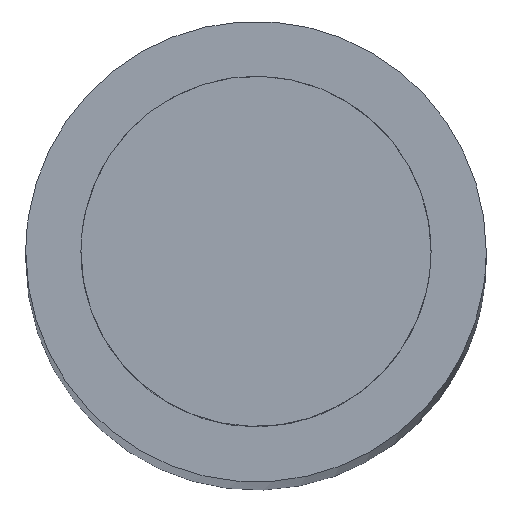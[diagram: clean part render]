
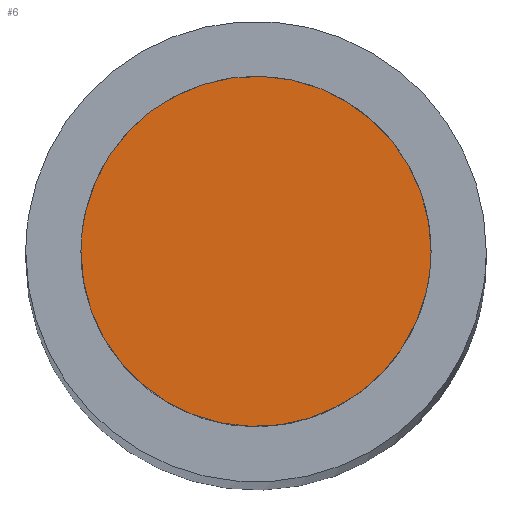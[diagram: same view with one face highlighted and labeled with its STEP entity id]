
A CAD part, top view. The second image highlights one B-rep face of the part: STEP entity #6.
In plain terms, the highlighted free-form (B-spline) face has degree [1, 1] with [2, 2] control points.
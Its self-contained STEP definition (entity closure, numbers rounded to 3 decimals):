
#3 = CARTESIAN_POINT ( 'NONE',  ( 37.671, -643.039, 1390.34 ) ) ;
#6 = ADVANCED_FACE ( 'NONE', ( #263 ), #153, .T. ) ;
#9 = CARTESIAN_POINT ( 'NONE',  ( -30.502, -649.754, 1390.34 ) ) ;
#12 = CARTESIAN_POINT ( 'NONE',  ( -49.678, -616.542, 1390.34 ) ) ;
#14 = CARTESIAN_POINT ( 'NONE',  ( 50., -610., 1390.34 ) ) ;
#19 = ORIENTED_EDGE ( 'NONE', *, *, #417, .T. ) ;
#21 = CARTESIAN_POINT ( 'NONE',  ( 22.16, -565.059, 1390.34 ) ) ;
#28 = CARTESIAN_POINT ( 'NONE',  ( -50., -606.725, 1390.34 ) ) ;
#32 = CARTESIAN_POINT ( 'NONE',  ( -49.678, -603.458, 1390.34 ) ) ;
#33 = CARTESIAN_POINT ( 'NONE',  ( 50., -613.275, 1390.34 ) ) ;
#34 = ORIENTED_EDGE ( 'NONE', *, *, #79, .T. ) ;
#53 = CARTESIAN_POINT ( 'NONE',  ( 16.108, -657.447, 1390.34 ) ) ;
#77 = CARTESIAN_POINT ( 'NONE',  ( -44.941, -587.84, 1390.34 ) ) ;
#79 = EDGE_CURVE ( 'NONE', #425, #269, #369, .T. ) ;
#82 = CARTESIAN_POINT ( 'NONE',  ( -37.671, -576.961, 1390.34 ) ) ;
#92 = CARTESIAN_POINT ( 'NONE',  ( -6.542, -560.322, 1390.34 ) ) ;
#95 = EDGE_LOOP ( 'NONE', ( #34, #19 ) ) ;
#122 = CARTESIAN_POINT ( 'NONE',  ( -44.941, -632.16, 1390.34 ) ) ;
#139 = CARTESIAN_POINT ( 'NONE',  ( 30.502, -570.246, 1390.34 ) ) ;
#147 = CARTESIAN_POINT ( 'NONE',  ( -22.16, -565.059, 1390.34 ) ) ;
#150 = CARTESIAN_POINT ( 'NONE',  ( -43.393, -584.945, 1390.34 ) ) ;
#153 = B_SPLINE_SURFACE_WITH_KNOTS ( 'NONE', 1, 1, ( 
 ( #540, #156 ),
 ( #377, #556 ) ),
 .UNSPECIFIED., .F., .F., .F.,
 ( 2, 2 ),
 ( 2, 2 ),
 ( 0., 1. ),
 ( 0., 1. ),
 .UNSPECIFIED. ) ;
#156 = CARTESIAN_POINT ( 'NONE',  ( -50.6, -559.4, 1390.34 ) ) ;
#168 = CARTESIAN_POINT ( 'NONE',  ( -6.542, -659.678, 1390.34 ) ) ;
#201 = CARTESIAN_POINT ( 'NONE',  ( -25.055, -566.607, 1390.34 ) ) ;
#226 = CARTESIAN_POINT ( 'NONE',  ( -37.671, -643.039, 1390.34 ) ) ;
#235 = CARTESIAN_POINT ( 'NONE',  ( -12.967, -658.4, 1390.34 ) ) ;
#247 = CARTESIAN_POINT ( 'NONE',  ( 48.4, -597.033, 1390.34 ) ) ;
#252 = CARTESIAN_POINT ( 'NONE',  ( -16.108, -562.553, 1390.34 ) ) ;
#263 = FACE_OUTER_BOUND ( 'NONE', #95, .T. ) ;
#269 = VERTEX_POINT ( 'NONE', #506 ) ;
#282 = CARTESIAN_POINT ( 'NONE',  ( 22.16, -654.941, 1390.34 ) ) ;
#285 = CARTESIAN_POINT ( 'NONE',  ( 43.393, -635.055, 1390.34 ) ) ;
#289 = CARTESIAN_POINT ( 'NONE',  ( -50., -613.275, 1390.34 ) ) ;
#294 = CARTESIAN_POINT ( 'NONE',  ( -47.447, -626.108, 1390.34 ) ) ;
#317 = CARTESIAN_POINT ( 'NONE',  ( -50., -610., 1390.34 ) ) ;
#341 = CARTESIAN_POINT ( 'NONE',  ( -33.039, -647.671, 1390.34 ) ) ;
#345 = CARTESIAN_POINT ( 'NONE',  ( 33.039, -647.671, 1390.34 ) ) ;
#353 = CARTESIAN_POINT ( 'NONE',  ( 3.275, -660., 1390.34 ) ) ;
#357 = CARTESIAN_POINT ( 'NONE',  ( 48.4, -622.967, 1390.34 ) ) ;
#366 = CARTESIAN_POINT ( 'NONE',  ( -3.275, -560., 1390.34 ) ) ;
#368 = CARTESIAN_POINT ( 'NONE',  ( 50., -610., 1390.34 ) ) ;
#369 = B_SPLINE_CURVE_WITH_KNOTS ( 'NONE', 3,
 ( #674, #289, #12, #618, #294, #122, #560, #677, #226, #341, #9, #452, #734, #564, #235, #168, #464, #353, #409, #575, #53, #282, #510, #625, #345, #3, #569, #285, #376, #486, #357, #580, #33, #14 ),
 .UNSPECIFIED., .F., .F.,
 ( 4, 2, 2, 2, 2, 2, 2, 2, 2, 2, 2, 2, 2, 2, 2, 2, 4 ),
 ( 3.142, 3.338, 3.534, 3.731, 3.927, 4.123, 4.32, 4.516, 4.712, 4.909, 5.105, 5.301, 5.498, 5.694, 5.89, 6.087, 6.283 ),
 .UNSPECIFIED. ) ;
#375 = CARTESIAN_POINT ( 'NONE',  ( -50., -610., 1390.34 ) ) ;
#376 = CARTESIAN_POINT ( 'NONE',  ( 44.941, -632.16, 1390.34 ) ) ;
#377 = CARTESIAN_POINT ( 'NONE',  ( 50.6, -660.6, 1390.34 ) ) ;
#378 = CARTESIAN_POINT ( 'NONE',  ( 3.275, -560., 1390.34 ) ) ;
#409 = CARTESIAN_POINT ( 'NONE',  ( 6.542, -659.678, 1390.34 ) ) ;
#417 = EDGE_CURVE ( 'NONE', #269, #425, #673, .T. ) ;
#423 = CARTESIAN_POINT ( 'NONE',  ( 16.108, -562.553, 1390.34 ) ) ;
#425 = VERTEX_POINT ( 'NONE', #317 ) ;
#429 = CARTESIAN_POINT ( 'NONE',  ( 47.447, -593.892, 1390.34 ) ) ;
#433 = CARTESIAN_POINT ( 'NONE',  ( -48.4, -597.033, 1390.34 ) ) ;
#452 = CARTESIAN_POINT ( 'NONE',  ( -25.055, -653.393, 1390.34 ) ) ;
#464 = CARTESIAN_POINT ( 'NONE',  ( -3.275, -660., 1390.34 ) ) ;
#477 = CARTESIAN_POINT ( 'NONE',  ( -47.447, -593.892, 1390.34 ) ) ;
#479 = CARTESIAN_POINT ( 'NONE',  ( 37.671, -576.961, 1390.34 ) ) ;
#483 = CARTESIAN_POINT ( 'NONE',  ( -39.754, -579.498, 1390.34 ) ) ;
#485 = CARTESIAN_POINT ( 'NONE',  ( 50., -606.725, 1390.34 ) ) ;
#486 = CARTESIAN_POINT ( 'NONE',  ( 47.447, -626.108, 1390.34 ) ) ;
#490 = CARTESIAN_POINT ( 'NONE',  ( 44.941, -587.84, 1390.34 ) ) ;
#506 = CARTESIAN_POINT ( 'NONE',  ( 50., -610., 1390.34 ) ) ;
#510 = CARTESIAN_POINT ( 'NONE',  ( 25.055, -653.393, 1390.34 ) ) ;
#539 = CARTESIAN_POINT ( 'NONE',  ( 25.055, -566.607, 1390.34 ) ) ;
#540 = CARTESIAN_POINT ( 'NONE',  ( -50.6, -660.6, 1390.34 ) ) ;
#556 = CARTESIAN_POINT ( 'NONE',  ( 50.6, -559.4, 1390.34 ) ) ;
#560 = CARTESIAN_POINT ( 'NONE',  ( -43.393, -635.055, 1390.34 ) ) ;
#564 = CARTESIAN_POINT ( 'NONE',  ( -16.108, -657.447, 1390.34 ) ) ;
#569 = CARTESIAN_POINT ( 'NONE',  ( 39.754, -640.502, 1390.34 ) ) ;
#575 = CARTESIAN_POINT ( 'NONE',  ( 12.967, -658.4, 1390.34 ) ) ;
#580 = CARTESIAN_POINT ( 'NONE',  ( 49.678, -616.542, 1390.34 ) ) ;
#593 = CARTESIAN_POINT ( 'NONE',  ( 6.542, -560.322, 1390.34 ) ) ;
#598 = CARTESIAN_POINT ( 'NONE',  ( -30.502, -570.246, 1390.34 ) ) ;
#603 = CARTESIAN_POINT ( 'NONE',  ( 49.678, -603.458, 1390.34 ) ) ;
#618 = CARTESIAN_POINT ( 'NONE',  ( -48.4, -622.967, 1390.34 ) ) ;
#625 = CARTESIAN_POINT ( 'NONE',  ( 30.502, -649.754, 1390.34 ) ) ;
#647 = CARTESIAN_POINT ( 'NONE',  ( 33.039, -572.329, 1390.34 ) ) ;
#650 = CARTESIAN_POINT ( 'NONE',  ( -33.039, -572.329, 1390.34 ) ) ;
#655 = CARTESIAN_POINT ( 'NONE',  ( 39.754, -579.498, 1390.34 ) ) ;
#673 = B_SPLINE_CURVE_WITH_KNOTS ( 'NONE', 3,
 ( #368, #485, #603, #247, #429, #490, #712, #655, #479, #647, #139, #539, #21, #423, #702, #593, #378, #366, #92, #700, #252, #147, #201, #598, #650, #82, #483, #150, #77, #477, #433, #32, #28, #375 ),
 .UNSPECIFIED., .F., .F.,
 ( 4, 2, 2, 2, 2, 2, 2, 2, 2, 2, 2, 2, 2, 2, 2, 2, 4 ),
 ( 0., 0.196, 0.393, 0.589, 0.785, 0.982, 1.178, 1.374, 1.571, 1.767, 1.963, 2.16, 2.356, 2.553, 2.749, 2.945, 3.142 ),
 .UNSPECIFIED. ) ;
#674 = CARTESIAN_POINT ( 'NONE',  ( -50., -610., 1390.34 ) ) ;
#677 = CARTESIAN_POINT ( 'NONE',  ( -39.754, -640.502, 1390.34 ) ) ;
#700 = CARTESIAN_POINT ( 'NONE',  ( -12.967, -561.6, 1390.34 ) ) ;
#702 = CARTESIAN_POINT ( 'NONE',  ( 12.967, -561.6, 1390.34 ) ) ;
#712 = CARTESIAN_POINT ( 'NONE',  ( 43.393, -584.945, 1390.34 ) ) ;
#734 = CARTESIAN_POINT ( 'NONE',  ( -22.16, -654.941, 1390.34 ) ) ;
